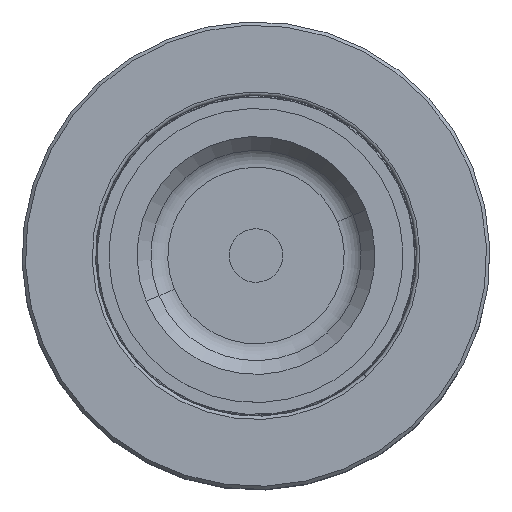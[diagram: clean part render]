
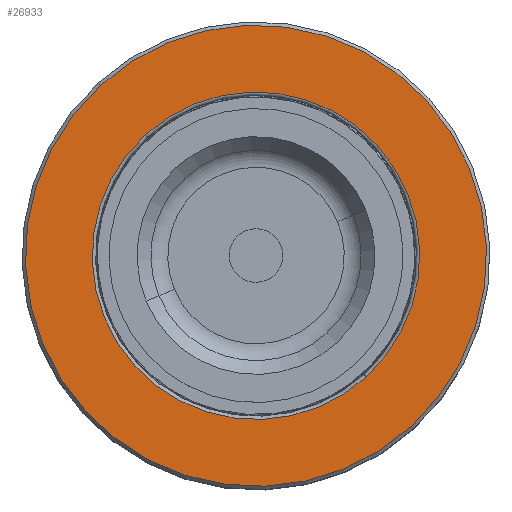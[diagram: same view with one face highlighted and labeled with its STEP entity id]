
A CAD part, top view. The second image highlights one B-rep face of the part: STEP entity #26933.
In plain terms, the highlighted face is planar.
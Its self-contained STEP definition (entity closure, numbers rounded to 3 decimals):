
#1044 = CARTESIAN_POINT ( 'NONE',  ( 0., 35.687, -24.5 ) ) ;
#1570 = AXIS2_PLACEMENT_3D ( 'NONE', #40606, #15624, #36686 ) ;
#2144 = AXIS2_PLACEMENT_3D ( 'NONE', #43884, #21667, #51526 ) ;
#2500 = VERTEX_POINT ( 'NONE', #16448 ) ;
#3135 = FACE_OUTER_BOUND ( 'NONE', #6366, .T. ) ;
#3448 = CARTESIAN_POINT ( 'NONE',  ( 34.5, 35.687, 0. ) ) ;
#4491 = CIRCLE ( 'NONE', #2144, 34.5 ) ;
#6366 = EDGE_LOOP ( 'NONE', ( #17584, #54033 ) ) ;
#9752 = EDGE_CURVE ( 'NONE', #43947, #26526, #4491, .T. ) ;
#9901 = AXIS2_PLACEMENT_3D ( 'NONE', #3448, #33242, #12039 ) ;
#10214 = CIRCLE ( 'NONE', #1570, 34.5 ) ;
#10959 = CARTESIAN_POINT ( 'NONE',  ( 0., 35.687, -34.5 ) ) ;
#11047 = AXIS2_PLACEMENT_3D ( 'NONE', #39238, #13698, #48038 ) ;
#12039 = DIRECTION ( 'NONE',  ( 0., 0., 1. ) ) ;
#12099 = CIRCLE ( 'NONE', #25222, 24.5 ) ;
#12211 = DIRECTION ( 'NONE',  ( 0., 0., -1. ) ) ;
#13698 = DIRECTION ( 'NONE',  ( 0., -1., 0. ) ) ;
#15624 = DIRECTION ( 'NONE',  ( 0., -1., 0. ) ) ;
#16448 = CARTESIAN_POINT ( 'NONE',  ( 0., 35.687, 24.5 ) ) ;
#16693 = PLANE ( 'NONE',  #9901 ) ;
#17584 = ORIENTED_EDGE ( 'NONE', *, *, #9752, .F. ) ;
#18094 = EDGE_CURVE ( 'NONE', #26526, #43947, #10214, .T. ) ;
#21331 = DIRECTION ( 'NONE',  ( 0., -1., 0. ) ) ;
#21667 = DIRECTION ( 'NONE',  ( 0., -1., 0. ) ) ;
#22882 = CARTESIAN_POINT ( 'NONE',  ( 0., 35.687, 34.5 ) ) ;
#25222 = AXIS2_PLACEMENT_3D ( 'NONE', #33777, #21331, #12211 ) ;
#26526 = VERTEX_POINT ( 'NONE', #22882 ) ;
#26933 = ADVANCED_FACE ( 'NONE', ( #31159, #3135 ), #16693, .T. ) ;
#31159 = FACE_BOUND ( 'NONE', #40857, .T. ) ;
#31409 = ORIENTED_EDGE ( 'NONE', *, *, #33732, .T. ) ;
#33242 = DIRECTION ( 'NONE',  ( 0., 1., 0. ) ) ;
#33732 = EDGE_CURVE ( 'NONE', #52484, #2500, #50313, .T. ) ;
#33777 = CARTESIAN_POINT ( 'NONE',  ( 0., 35.687, 0. ) ) ;
#36686 = DIRECTION ( 'NONE',  ( 0., 0., -1. ) ) ;
#38342 = ORIENTED_EDGE ( 'NONE', *, *, #40044, .T. ) ;
#39238 = CARTESIAN_POINT ( 'NONE',  ( 0., 35.687, 0. ) ) ;
#40044 = EDGE_CURVE ( 'NONE', #2500, #52484, #12099, .T. ) ;
#40606 = CARTESIAN_POINT ( 'NONE',  ( 0., 35.687, 0. ) ) ;
#40857 = EDGE_LOOP ( 'NONE', ( #31409, #38342 ) ) ;
#43884 = CARTESIAN_POINT ( 'NONE',  ( 0., 35.687, 0. ) ) ;
#43947 = VERTEX_POINT ( 'NONE', #10959 ) ;
#48038 = DIRECTION ( 'NONE',  ( 0., 0., -1. ) ) ;
#50313 = CIRCLE ( 'NONE', #11047, 24.5 ) ;
#51526 = DIRECTION ( 'NONE',  ( 0., 0., -1. ) ) ;
#52484 = VERTEX_POINT ( 'NONE', #1044 ) ;
#54033 = ORIENTED_EDGE ( 'NONE', *, *, #18094, .F. ) ;
